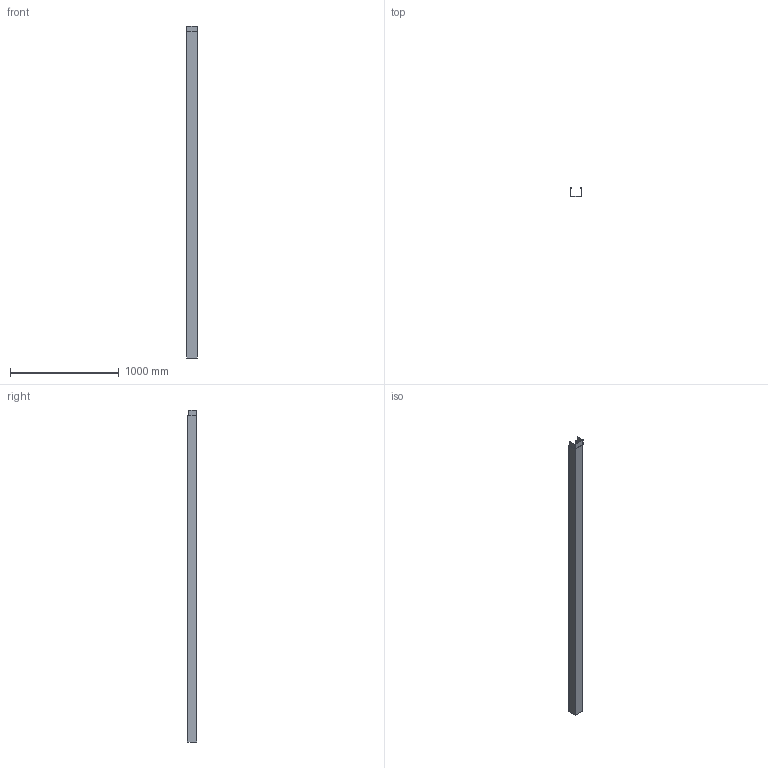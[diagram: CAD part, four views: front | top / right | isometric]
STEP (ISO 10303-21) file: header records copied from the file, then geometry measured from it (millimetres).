
FILE_DESCRIPTION(/* description */ (''),/* implementation_level */ '2;1');
FILE_NAME(/* name */ '6059779',/* time_stamp */ '2014-10-09T09:15:02+02:00',/* author */ (''),/* organization */ (''),/* preprocessor_version */ 'ST-DEVELOPER v15',/* originating_system */ '',/* authorisation */ '');
FILE_SCHEMA (('AUTOMOTIVE_DESIGN'));
Length unit declared in the file: millimetre
Products named in the file (1): Document
Bounding box: 103.5 x 86.74 x 3050 mm (x, y, z)
Surface area: 1803099.2 mm2 (no closed solid volume)
Topology: 0 solids, 1 shells, 99 faces, 226 edges, 121 vertices
Faces by surface type: bspline 57, plane 42
Entity records: 4417 total; most frequent: CARTESIAN_POINT 2989, ORIENTED_EDGE 438, EDGE_CURVE 227, B_SPLINE_CURVE_WITH_KNOTS 178, VERTEX_POINT 121, ADVANCED_FACE 99, FACE_OUTER_BOUND 99, EDGE_LOOP 99
